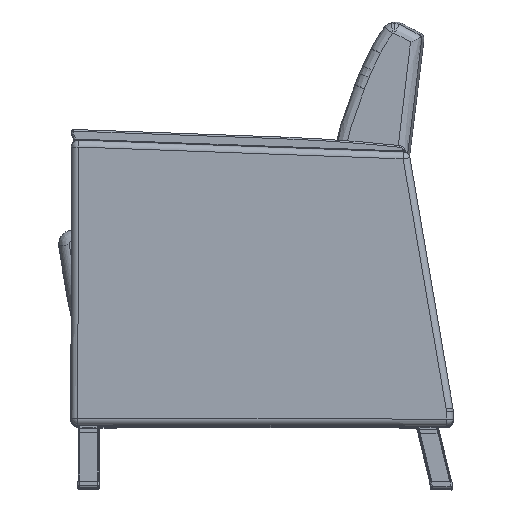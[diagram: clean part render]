
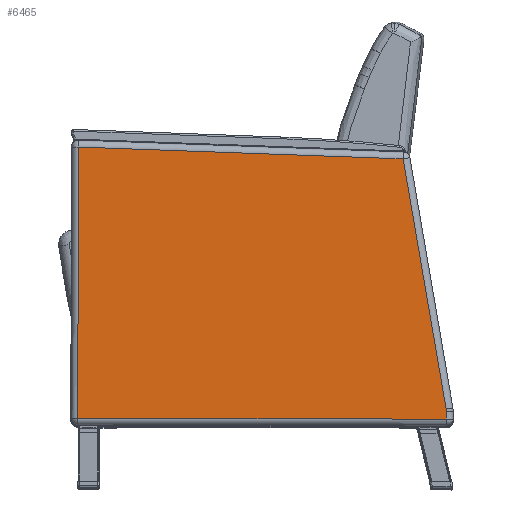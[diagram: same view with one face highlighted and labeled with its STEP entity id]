
A CAD part, top view. The second image highlights one B-rep face of the part: STEP entity #6465.
In plain terms, the highlighted face is planar.
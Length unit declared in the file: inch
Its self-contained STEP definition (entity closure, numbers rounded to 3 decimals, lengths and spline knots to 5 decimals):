
#405=PLANE('',#7334);
#928=FACE_OUTER_BOUND('',#1348,.T.);
#1348=EDGE_LOOP('',(#5759,#5760,#5761,#5762,#5763,#5764));
#1607=CIRCLE('',#7312,2.76057);
#2015=LINE('',#14591,#2412);
#2018=LINE('',#14598,#2415);
#2024=LINE('',#14648,#2421);
#2025=LINE('',#14681,#2422);
#2030=LINE('',#14700,#2427);
#2412=VECTOR('',#8800,0.3937);
#2415=VECTOR('',#8807,0.3937);
#2421=VECTOR('',#8829,0.3937);
#2422=VECTOR('',#8838,0.3937);
#2427=VECTOR('',#8863,0.3937);
#3136=VERTEX_POINT('',#14549);
#3142=VERTEX_POINT('',#14566);
#3149=VERTEX_POINT('',#14594);
#3159=VERTEX_POINT('',#14645);
#3160=VERTEX_POINT('',#14647);
#3162=VERTEX_POINT('',#14666);
#4004=EDGE_CURVE('',#3136,#3142,#2015,.T.);
#4008=EDGE_CURVE('',#3142,#3149,#2018,.T.);
#4020=EDGE_CURVE('',#3159,#3160,#2024,.T.);
#4023=EDGE_CURVE('',#3160,#3162,#1607,.T.);
#4025=EDGE_CURVE('',#3162,#3136,#2025,.T.);
#4036=EDGE_CURVE('',#3149,#3159,#2030,.T.);
#5759=ORIENTED_EDGE('',*,*,#4020,.F.);
#5760=ORIENTED_EDGE('',*,*,#4036,.F.);
#5761=ORIENTED_EDGE('',*,*,#4008,.F.);
#5762=ORIENTED_EDGE('',*,*,#4004,.F.);
#5763=ORIENTED_EDGE('',*,*,#4025,.F.);
#5764=ORIENTED_EDGE('',*,*,#4023,.F.);
#6465=ADVANCED_FACE('',(#928),#405,.F.);
#7312=AXIS2_PLACEMENT_3D('',#14667,#8834,#8835);
#7334=AXIS2_PLACEMENT_3D('',#14715,#8888,#8889);
#8800=DIRECTION('',(1.,0.,0.));
#8807=DIRECTION('',(0.,1.,0.));
#8829=DIRECTION('',(-0.171,-0.985,0.));
#8834=DIRECTION('center_axis',(0.,0.,1.));
#8835=DIRECTION('ref_axis',(-0.998,0.067,0.));
#8838=DIRECTION('',(0.,-1.,0.));
#8863=DIRECTION('',(-0.999,-0.034,0.));
#8888=DIRECTION('center_axis',(0.,0.,1.));
#8889=DIRECTION('ref_axis',(1.,0.,0.));
#14549=CARTESIAN_POINT('',(-12.80724,-9.46034,-1.5));
#14566=CARTESIAN_POINT('',(13.64695,-9.46034,-1.5));
#14591=CARTESIAN_POINT('',(-6.44369,-9.46034,-1.5));
#14594=CARTESIAN_POINT('',(13.64695,10.02647,-1.5));
#14598=CARTESIAN_POINT('',(13.64695,-4.83864,-1.5));
#14645=CARTESIAN_POINT('',(-9.67074,9.22367,-1.5));
#14647=CARTESIAN_POINT('',(-12.79597,-8.73029,-1.5));
#14648=CARTESIAN_POINT('',(-10.27762,5.73723,-1.5));
#14666=CARTESIAN_POINT('',(-12.80724,-8.90205,-1.5));
#14667=CARTESIAN_POINT('Origin',(-10.04831,-8.99696,-1.5));
#14681=CARTESIAN_POINT('',(-12.80724,-4.30537,-1.5));
#14700=CARTESIAN_POINT('',(6.8737,9.79327,-1.5));
#14715=CARTESIAN_POINT('Origin',(0.41985,0.28306,-1.5));
